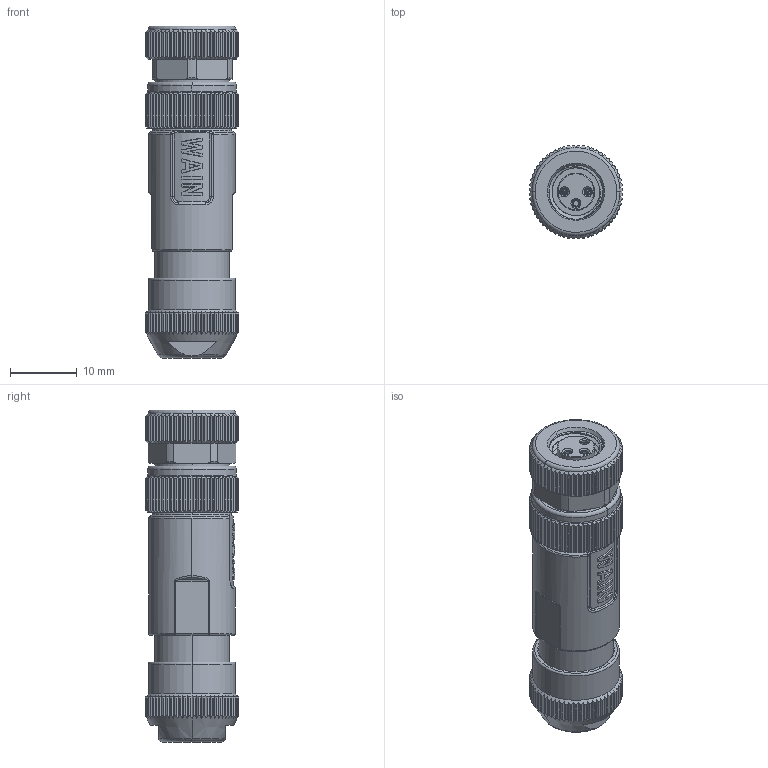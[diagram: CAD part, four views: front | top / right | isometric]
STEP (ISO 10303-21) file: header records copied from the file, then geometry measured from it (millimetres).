
FILE_DESCRIPTION((''),'2;1');
FILE_NAME('M8-F03-T-D5_5-SH_ASM__SW0001','2020-12-16T',('tc.chen'),(''),'PRO/ENGINEER BY PARAMETRIC TECHNOLOGY CORPORATION, 2012480','PRO/ENGINEER BY PARAMETRIC TECHNOLOGY CORPORATION, 2012480','');
FILE_SCHEMA(('AUTOMOTIVE_DESIGN { 1 0 10303 214 1 1 1 1 }'));
Products named in the file (1): M8-F03-T-D5_5-SH_ASM__SW0001
Bounding box: 13.99 x 13.99 x 49.8 mm (x, y, z)
Volume: 6340.7 mm3; surface area: 3054.7 mm2
Topology: 1 solids, 1 shells, 901 faces, 2581 edges, 1700 vertices
Faces by surface type: plane 428, cylinder 233, cone 148, bspline 48, torus 42, sphere 2
Entity records: 50702 total; most frequent: CARTESIAN_POINT 13333, ORIENTED_EDGE 5158, DIRECTION 4009, PRESENTATION_STYLE_ASSIGNMENT 3481, STYLED_ITEM 2612, CURVE_STYLE 2579, EDGE_CURVE 2579, VERTEX_POINT 1700
